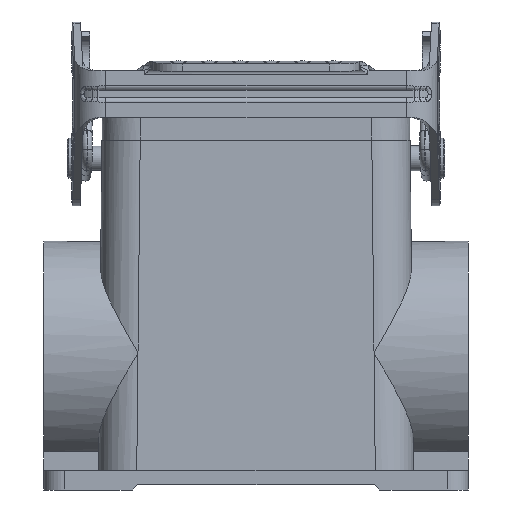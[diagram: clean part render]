
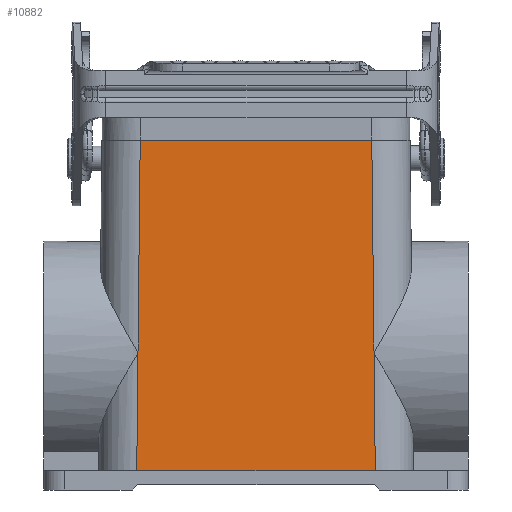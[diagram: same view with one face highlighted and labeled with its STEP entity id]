
A CAD part, left-side view. The second image highlights one B-rep face of the part: STEP entity #10882.
In plain terms, the highlighted planar face has unit normal (-1, 0, 0.011).
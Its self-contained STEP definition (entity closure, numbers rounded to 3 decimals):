
#1400=FACE_OUTER_BOUND('',#12363,.T.);
#10882=ADVANCED_FACE('',(#1400),#11680,.T.);
#11680=PLANE('',#30854);
#12363=EDGE_LOOP('',(#14018,#14019,#14020,#14021,#14022,#14023));
#14018=ORIENTED_EDGE('',*,*,#22474,.T.);
#14019=ORIENTED_EDGE('',*,*,#22475,.T.);
#14020=ORIENTED_EDGE('',*,*,#22476,.T.);
#14021=ORIENTED_EDGE('',*,*,#22477,.F.);
#14022=ORIENTED_EDGE('',*,*,#22478,.F.);
#14023=ORIENTED_EDGE('',*,*,#22479,.T.);
#18240=VERTEX_POINT('',#40468);
#18241=VERTEX_POINT('',#40469);
#18242=VERTEX_POINT('',#40471);
#18243=VERTEX_POINT('',#40473);
#18244=VERTEX_POINT('',#40475);
#18245=VERTEX_POINT('',#40477);
#22474=EDGE_CURVE('',#18240,#18241,#26430,.T.);
#22475=EDGE_CURVE('',#18241,#18242,#26431,.T.);
#22476=EDGE_CURVE('',#18242,#18243,#26432,.T.);
#22477=EDGE_CURVE('',#18244,#18243,#26433,.T.);
#22478=EDGE_CURVE('',#18245,#18244,#26434,.T.);
#22479=EDGE_CURVE('',#18245,#18240,#26435,.T.);
#26430=LINE('',#40467,#28594);
#26431=LINE('',#40470,#28595);
#26432=LINE('',#40472,#28596);
#26433=LINE('',#40474,#28597);
#26434=LINE('',#40476,#28598);
#26435=LINE('',#40478,#28599);
#28594=VECTOR('',#33468,1.);
#28595=VECTOR('',#33469,1.);
#28596=VECTOR('',#33470,1.);
#28597=VECTOR('',#33471,1.);
#28598=VECTOR('',#33472,1.);
#28599=VECTOR('',#33473,1.);
#30854=AXIS2_PLACEMENT_3D('',#40479,#33474,#33475);
#33468=DIRECTION('',(0.01,0.01,1.));
#33469=DIRECTION('',(0.01,0.01,1.));
#33470=DIRECTION('',(0.,1.,0.));
#33471=DIRECTION('',(0.01,-0.01,1.));
#33472=DIRECTION('',(0.01,-0.01,1.));
#33473=DIRECTION('',(0.,-1.,0.));
#33474=DIRECTION('',(-1.,0.,0.01));
#33475=DIRECTION('',(-0.01,0.,-1.));
#40467=CARTESIAN_POINT('',(-22.055,-23.056,-16.79));
#40468=CARTESIAN_POINT('',(-22.055,-23.056,-16.79));
#40469=CARTESIAN_POINT('',(-21.817,-22.818,5.938));
#40470=CARTESIAN_POINT('',(-21.817,-22.818,5.938));
#40471=CARTESIAN_POINT('',(-21.386,-22.387,47.11));
#40472=CARTESIAN_POINT('',(-21.386,-22.387,47.11));
#40473=CARTESIAN_POINT('',(-21.386,22.387,47.11));
#40474=CARTESIAN_POINT('',(-21.817,22.818,5.938));
#40475=CARTESIAN_POINT('',(-21.817,22.818,5.938));
#40476=CARTESIAN_POINT('',(-22.055,23.056,-16.79));
#40477=CARTESIAN_POINT('',(-22.055,23.056,-16.79));
#40478=CARTESIAN_POINT('',(-22.055,23.056,-16.79));
#40479=CARTESIAN_POINT('',(-21.35,16.75,50.559));
